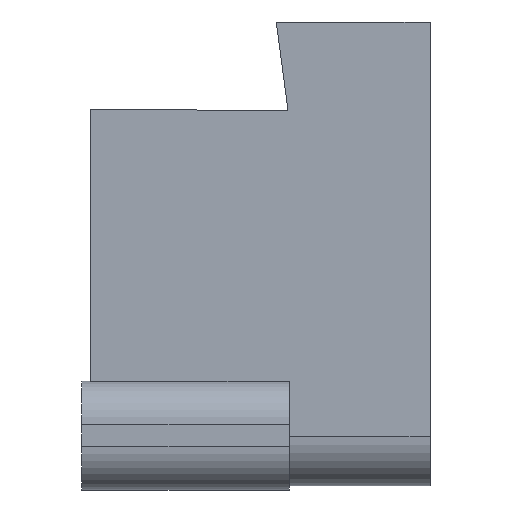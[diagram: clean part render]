
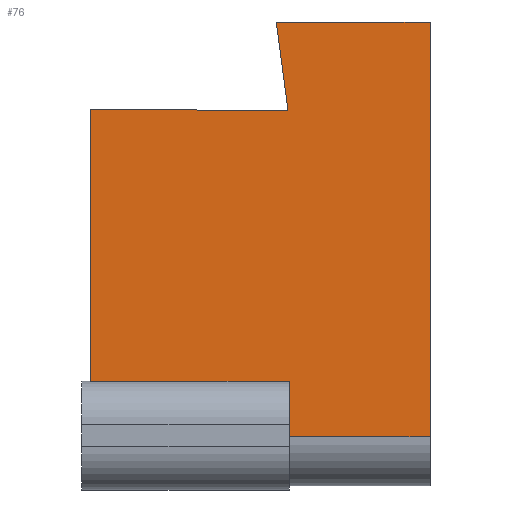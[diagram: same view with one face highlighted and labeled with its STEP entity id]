
A CAD part, left-side view. The second image highlights one B-rep face of the part: STEP entity #76.
In plain terms, the highlighted planar face has unit normal (-1, 0, 0).
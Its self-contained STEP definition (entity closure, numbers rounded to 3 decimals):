
#76=ADVANCED_FACE('',(#113),#93,.F.);
#93=PLANE('',#458);
#113=FACE_OUTER_BOUND('',#134,.T.);
#134=EDGE_LOOP('',(#209,#210,#211,#212,#213,#214,#215,#216));
#209=ORIENTED_EDGE('',*,*,#317,.F.);
#210=ORIENTED_EDGE('',*,*,#315,.T.);
#211=ORIENTED_EDGE('',*,*,#318,.T.);
#212=ORIENTED_EDGE('',*,*,#303,.T.);
#213=ORIENTED_EDGE('',*,*,#313,.T.);
#214=ORIENTED_EDGE('',*,*,#319,.T.);
#215=ORIENTED_EDGE('',*,*,#320,.F.);
#216=ORIENTED_EDGE('',*,*,#321,.T.);
#261=VERTEX_POINT('',#636);
#262=VERTEX_POINT('',#638);
#269=VERTEX_POINT('',#656);
#270=VERTEX_POINT('',#660);
#271=VERTEX_POINT('',#662);
#272=VERTEX_POINT('',#666);
#273=VERTEX_POINT('',#669);
#274=VERTEX_POINT('',#671);
#303=EDGE_CURVE('',#262,#261,#346,.T.);
#313=EDGE_CURVE('',#261,#269,#356,.T.);
#315=EDGE_CURVE('',#271,#270,#358,.T.);
#317=EDGE_CURVE('',#271,#272,#360,.T.);
#318=EDGE_CURVE('',#270,#262,#361,.T.);
#319=EDGE_CURVE('',#269,#273,#362,.T.);
#320=EDGE_CURVE('',#274,#273,#363,.T.);
#321=EDGE_CURVE('',#274,#272,#364,.T.);
#346=LINE('',#637,#387);
#356=LINE('',#657,#397);
#358=LINE('',#661,#399);
#360=LINE('',#665,#401);
#361=LINE('',#667,#402);
#362=LINE('',#668,#403);
#363=LINE('',#670,#404);
#364=LINE('',#672,#405);
#387=VECTOR('',#529,1.);
#397=VECTOR('',#543,1.);
#399=VECTOR('',#547,1.);
#401=VECTOR('',#551,1.);
#402=VECTOR('',#552,1.);
#403=VECTOR('',#553,1.);
#404=VECTOR('',#554,1.);
#405=VECTOR('',#555,1.);
#458=AXIS2_PLACEMENT_3D('',#673,#556,#557);
#529=DIRECTION('',(0.,1.,0.009));
#543=DIRECTION('',(0.,0.,-1.));
#547=DIRECTION('',(0.,1.,0.));
#551=DIRECTION('',(0.,0.,-1.));
#552=DIRECTION('',(0.,-0.131,-0.991));
#553=DIRECTION('',(0.,-1.,0.));
#554=DIRECTION('',(0.,0.,1.));
#555=DIRECTION('',(0.,-1.,0.));
#556=DIRECTION('',(1.,0.,0.));
#557=DIRECTION('',(0.,-1.,0.));
#636=CARTESIAN_POINT('',(0.,31.2,-8.));
#637=CARTESIAN_POINT('',(0.,19.111,-8.105));
#638=CARTESIAN_POINT('',(0.,13.06,-8.158));
#656=CARTESIAN_POINT('',(0.,31.2,-33.));
#657=CARTESIAN_POINT('',(0.,31.2,0.));
#660=CARTESIAN_POINT('',(0.,14.134,0.));
#661=CARTESIAN_POINT('',(0.,31.2,0.));
#662=CARTESIAN_POINT('',(0.,0.,0.));
#665=CARTESIAN_POINT('',(0.,0.,0.));
#666=CARTESIAN_POINT('',(0.,0.,-38.1));
#667=CARTESIAN_POINT('',(0.,14.514,2.885));
#668=CARTESIAN_POINT('',(0.,31.2,-33.));
#669=CARTESIAN_POINT('',(0.,12.95,-33.));
#670=CARTESIAN_POINT('',(0.,12.95,-68.));
#671=CARTESIAN_POINT('',(0.,12.95,-38.1));
#672=CARTESIAN_POINT('',(0.,31.2,-38.1));
#673=CARTESIAN_POINT('',(0.,31.2,0.));
